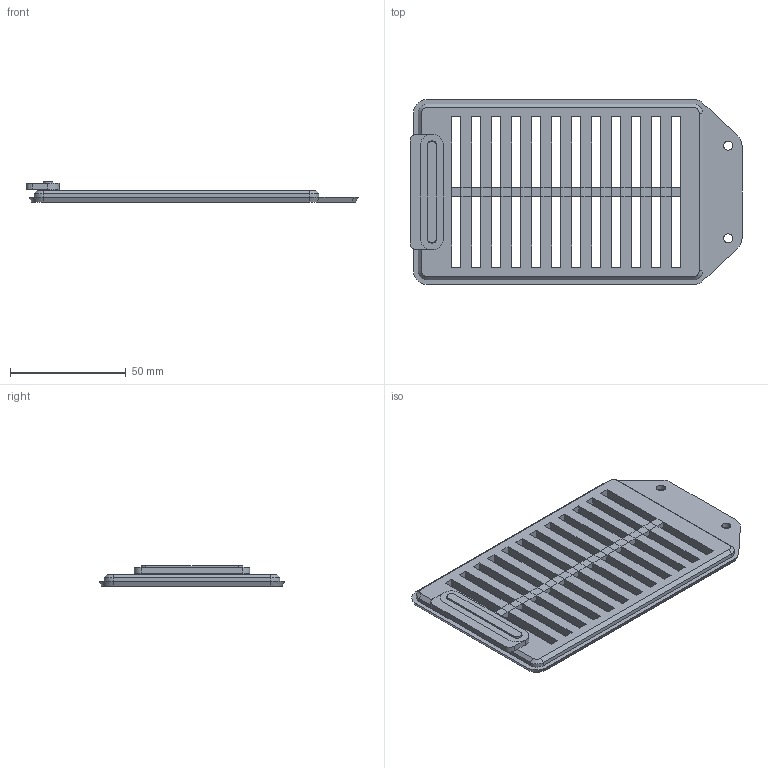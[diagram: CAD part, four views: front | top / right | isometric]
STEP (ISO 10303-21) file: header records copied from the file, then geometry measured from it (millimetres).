
FILE_DESCRIPTION(('FreeCAD Model'),'2;1');
FILE_NAME('Vented-cover.step','2019-07-28T17:42:35',('Author'),(''), 'Open CASCADE STEP processor 7.3','FreeCAD','Unknown');
FILE_SCHEMA(('AUTOMOTIVE_DESIGN { 1 0 10303 214 1 1 1 1 }'));
Length unit declared in the file: millimetre
Products named in the file (2): Vented_cover; Tab
Bounding box: 143.51 x 80.02 x 8.7 mm (x, y, z)
Volume: 35833.3 mm3; surface area: 26954.3 mm2
Topology: 2 solids, 2 shells, 210 faces, 569 edges, 330 vertices
Faces by surface type: plane 186, cylinder 14, cone 10
Full cylindrical faces by diameter (mm): 3.9 x2
Entity records: 13916 total; most frequent: CARTESIAN_POINT 2356, DIRECTION 2159, LINE 1613, VECTOR 1613, ORIENTED_EDGE 1138, PCURVE 1138, DEFINITIONAL_REPRESENTATION 1138, EDGE_CURVE 569
